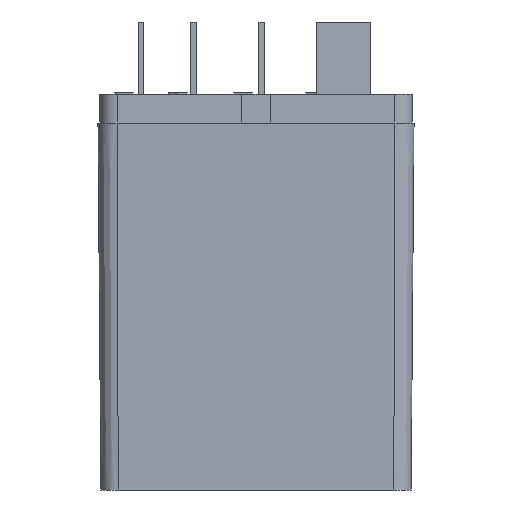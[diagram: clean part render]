
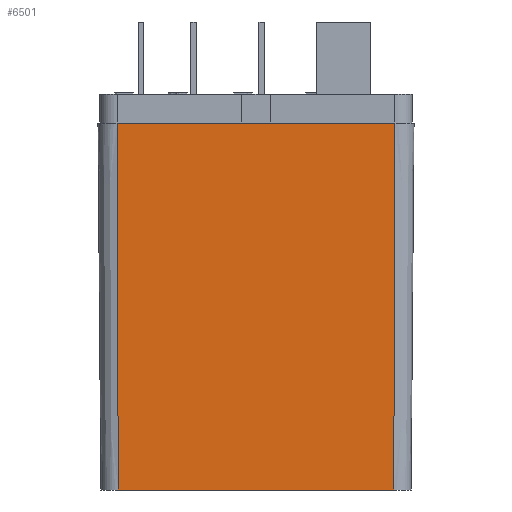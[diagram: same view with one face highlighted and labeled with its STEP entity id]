
A CAD part, left-side view. The second image highlights one B-rep face of the part: STEP entity #6501.
In plain terms, the highlighted planar face has unit normal (-1, 0, -0.011).
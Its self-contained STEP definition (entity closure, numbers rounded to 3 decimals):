
#1338=DIRECTION('',(0.,-1.,0.));
#1339=VECTOR('',#1338,24.384);
#1340=CARTESIAN_POINT('',(-10.643,12.192,-2.515));
#1341=LINE('',#1340,#1339);
#1361=DIRECTION('',(0.,-1.,0.));
#1362=VECTOR('',#1361,24.181);
#1363=CARTESIAN_POINT('',(-10.3,12.09,-34.722));
#1364=LINE('',#1363,#1362);
#1392=DIRECTION('',(-0.011,0.003,1.));
#1393=VECTOR('',#1392,32.209);
#1394=CARTESIAN_POINT('',(-10.3,12.09,-34.722));
#1395=LINE('',#1394,#1393);
#1396=DIRECTION('',(-0.011,-0.003,1.));
#1397=VECTOR('',#1396,32.209);
#1398=CARTESIAN_POINT('',(-10.3,-12.09,-34.722));
#1399=LINE('',#1398,#1397);
#4266=CARTESIAN_POINT('',(-10.3,12.09,-34.722));
#4268=VERTEX_POINT('',#4266);
#4269=CARTESIAN_POINT('',(-10.3,-12.09,-34.722));
#4270=VERTEX_POINT('',#4269);
#4282=CARTESIAN_POINT('',(-10.643,12.192,-2.515));
#4284=VERTEX_POINT('',#4282);
#4285=CARTESIAN_POINT('',(-10.643,-12.192,-2.515));
#4286=VERTEX_POINT('',#4285);
#6489=CARTESIAN_POINT('',(-10.471,0.,-18.618));
#6490=DIRECTION('',(-1.,0.,-0.011));
#6491=DIRECTION('',(0.,-1.,0.));
#6492=AXIS2_PLACEMENT_3D('',#6489,#6490,#6491);
#6493=PLANE('',#6492);
#6494=ORIENTED_EDGE('',*,*,#6472,.F.);
#6495=ORIENTED_EDGE('',*,*,#6461,.T.);
#6496=ORIENTED_EDGE('',*,*,#6371,.T.);
#6498=ORIENTED_EDGE('',*,*,#6497,.F.);
#6499=EDGE_LOOP('',(#6494,#6495,#6496,#6498));
#6500=FACE_OUTER_BOUND('',#6499,.F.);
#6371=EDGE_CURVE('',#4284,#4286,#1341,.T.);
#6461=EDGE_CURVE('',#4268,#4284,#1395,.T.);
#6472=EDGE_CURVE('',#4268,#4270,#1364,.T.);
#6497=EDGE_CURVE('',#4270,#4286,#1399,.T.);
#6501=ADVANCED_FACE('',(#6500),#6493,.T.);
